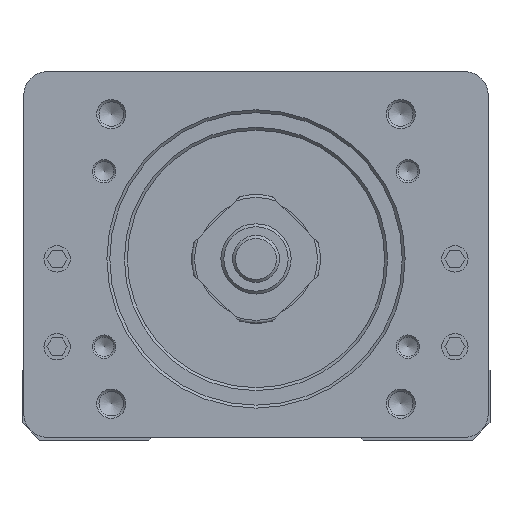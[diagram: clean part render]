
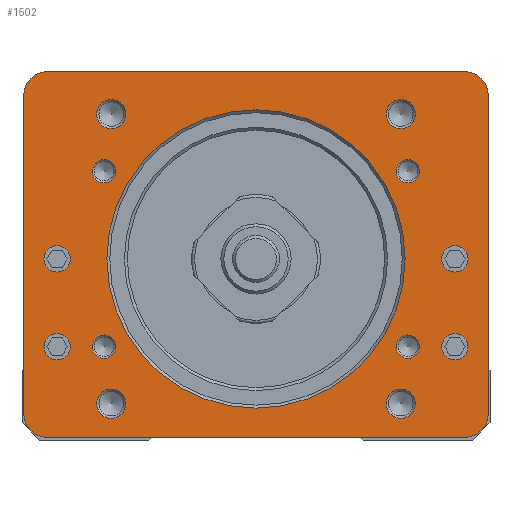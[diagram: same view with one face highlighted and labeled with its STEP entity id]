
A CAD part, front view. The second image highlights one B-rep face of the part: STEP entity #1502.
In plain terms, the highlighted planar face has unit normal (0, -1, 0).
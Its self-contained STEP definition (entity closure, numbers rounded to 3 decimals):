
#826=FACE_BOUND('',#4134,.T.);
#827=FACE_BOUND('',#4135,.T.);
#828=FACE_BOUND('',#4136,.T.);
#829=FACE_BOUND('',#4137,.T.);
#830=FACE_BOUND('',#4138,.T.);
#831=FACE_BOUND('',#4139,.T.);
#832=FACE_BOUND('',#4140,.T.);
#833=FACE_BOUND('',#4141,.T.);
#834=FACE_BOUND('',#4142,.T.);
#835=FACE_BOUND('',#4143,.T.);
#836=FACE_BOUND('',#4144,.T.);
#837=FACE_BOUND('',#4145,.T.);
#838=FACE_BOUND('',#4146,.T.);
#839=FACE_BOUND('',#4147,.T.);
#1502=ADVANCED_FACE('',(#826,#827,#828,#829,#830,#831,#832,#833,#834,#835,
#836,#837,#838,#839),#2539,.T.);
#2539=PLANE('',#18892);
#4134=EDGE_LOOP('',(#6679));
#4135=EDGE_LOOP('',(#6680));
#4136=EDGE_LOOP('',(#6681));
#4137=EDGE_LOOP('',(#6682));
#4138=EDGE_LOOP('',(#6683));
#4139=EDGE_LOOP('',(#6684));
#4140=EDGE_LOOP('',(#6685));
#4141=EDGE_LOOP('',(#6686));
#4142=EDGE_LOOP('',(#6687));
#4143=EDGE_LOOP('',(#6688));
#4144=EDGE_LOOP('',(#6689));
#4145=EDGE_LOOP('',(#6690));
#4146=EDGE_LOOP('',(#6691));
#4147=EDGE_LOOP('',(#6692,#6693,#6694,#6695,#6696,#6697,#6698,#6699));
#5516=CIRCLE('',#18868,4.);
#5517=CIRCLE('',#18870,4.);
#5519=CIRCLE('',#18873,4.);
#5521=CIRCLE('',#18877,4.);
#5522=CIRCLE('',#18879,25.5);
#5523=CIRCLE('',#18880,2.5);
#5524=CIRCLE('',#18881,2.5);
#5525=CIRCLE('',#18882,2.5);
#5526=CIRCLE('',#18883,2.5);
#5527=CIRCLE('',#18884,2.);
#5528=CIRCLE('',#18885,2.);
#5529=CIRCLE('',#18886,2.);
#5530=CIRCLE('',#18887,2.);
#5531=CIRCLE('',#18888,2.25);
#5532=CIRCLE('',#18889,2.25);
#5533=CIRCLE('',#18890,2.25);
#5534=CIRCLE('',#18891,2.25);
#6679=ORIENTED_EDGE('',*,*,#13152,.T.);
#6680=ORIENTED_EDGE('',*,*,#13153,.T.);
#6681=ORIENTED_EDGE('',*,*,#13154,.T.);
#6682=ORIENTED_EDGE('',*,*,#13155,.T.);
#6683=ORIENTED_EDGE('',*,*,#13156,.T.);
#6684=ORIENTED_EDGE('',*,*,#13157,.T.);
#6685=ORIENTED_EDGE('',*,*,#13158,.T.);
#6686=ORIENTED_EDGE('',*,*,#13159,.T.);
#6687=ORIENTED_EDGE('',*,*,#13160,.T.);
#6688=ORIENTED_EDGE('',*,*,#13161,.T.);
#6689=ORIENTED_EDGE('',*,*,#13162,.T.);
#6690=ORIENTED_EDGE('',*,*,#13163,.T.);
#6691=ORIENTED_EDGE('',*,*,#13164,.T.);
#6692=ORIENTED_EDGE('',*,*,#13136,.T.);
#6693=ORIENTED_EDGE('',*,*,#12773,.T.);
#6694=ORIENTED_EDGE('',*,*,#13137,.T.);
#6695=ORIENTED_EDGE('',*,*,#13110,.T.);
#6696=ORIENTED_EDGE('',*,*,#13140,.T.);
#6697=ORIENTED_EDGE('',*,*,#13147,.T.);
#6698=ORIENTED_EDGE('',*,*,#13151,.T.);
#6699=ORIENTED_EDGE('',*,*,#13100,.T.);
#11014=VERTEX_POINT('',#25707);
#11015=VERTEX_POINT('',#25709);
#11294=VERTEX_POINT('',#26580);
#11295=VERTEX_POINT('',#26582);
#11302=VERTEX_POINT('',#26600);
#11303=VERTEX_POINT('',#26602);
#11324=VERTEX_POINT('',#26657);
#11330=VERTEX_POINT('',#26671);
#11331=VERTEX_POINT('',#26680);
#11332=VERTEX_POINT('',#26682);
#11333=VERTEX_POINT('',#26684);
#11334=VERTEX_POINT('',#26686);
#11335=VERTEX_POINT('',#26688);
#11336=VERTEX_POINT('',#26690);
#11337=VERTEX_POINT('',#26692);
#11338=VERTEX_POINT('',#26694);
#11339=VERTEX_POINT('',#26696);
#11340=VERTEX_POINT('',#26698);
#11341=VERTEX_POINT('',#26700);
#11342=VERTEX_POINT('',#26702);
#11343=VERTEX_POINT('',#26704);
#12773=EDGE_CURVE('',#11015,#11014,#15210,.T.);
#13100=EDGE_CURVE('',#11295,#11294,#15415,.T.);
#13110=EDGE_CURVE('',#11303,#11302,#15424,.T.);
#13136=EDGE_CURVE('',#11294,#11015,#5516,.T.);
#13137=EDGE_CURVE('',#11014,#11303,#5517,.T.);
#13140=EDGE_CURVE('',#11302,#11324,#5519,.T.);
#13147=EDGE_CURVE('',#11324,#11330,#15445,.T.);
#13151=EDGE_CURVE('',#11330,#11295,#5521,.T.);
#13152=EDGE_CURVE('',#11331,#11331,#5522,.T.);
#13153=EDGE_CURVE('',#11332,#11332,#5523,.T.);
#13154=EDGE_CURVE('',#11333,#11333,#5524,.T.);
#13155=EDGE_CURVE('',#11334,#11334,#5525,.T.);
#13156=EDGE_CURVE('',#11335,#11335,#5526,.T.);
#13157=EDGE_CURVE('',#11336,#11336,#5527,.T.);
#13158=EDGE_CURVE('',#11337,#11337,#5528,.T.);
#13159=EDGE_CURVE('',#11338,#11338,#5529,.T.);
#13160=EDGE_CURVE('',#11339,#11339,#5530,.T.);
#13161=EDGE_CURVE('',#11340,#11340,#5531,.T.);
#13162=EDGE_CURVE('',#11341,#11341,#5532,.T.);
#13163=EDGE_CURVE('',#11342,#11342,#5533,.T.);
#13164=EDGE_CURVE('',#11343,#11343,#5534,.T.);
#15210=LINE('',#25708,#16945);
#15415=LINE('',#26581,#17150);
#15424=LINE('',#26601,#17159);
#15445=LINE('',#26672,#17180);
#16945=VECTOR('',#20473,1.);
#17150=VECTOR('',#21006,1.);
#17159=VECTOR('',#21021,1.);
#17180=VECTOR('',#21086,1.);
#18868=AXIS2_PLACEMENT_3D('',#26650,#21065,#21066);
#18870=AXIS2_PLACEMENT_3D('',#26652,#21069,#21070);
#18873=AXIS2_PLACEMENT_3D('',#26658,#21076,#21077);
#18877=AXIS2_PLACEMENT_3D('',#26677,#21093,#21094);
#18879=AXIS2_PLACEMENT_3D('',#26679,#21097,#21098);
#18880=AXIS2_PLACEMENT_3D('',#26681,#21099,#21100);
#18881=AXIS2_PLACEMENT_3D('',#26683,#21101,#21102);
#18882=AXIS2_PLACEMENT_3D('',#26685,#21103,#21104);
#18883=AXIS2_PLACEMENT_3D('',#26687,#21105,#21106);
#18884=AXIS2_PLACEMENT_3D('',#26689,#21107,#21108);
#18885=AXIS2_PLACEMENT_3D('',#26691,#21109,#21110);
#18886=AXIS2_PLACEMENT_3D('',#26693,#21111,#21112);
#18887=AXIS2_PLACEMENT_3D('',#26695,#21113,#21114);
#18888=AXIS2_PLACEMENT_3D('',#26697,#21115,#21116);
#18889=AXIS2_PLACEMENT_3D('',#26699,#21117,#21118);
#18890=AXIS2_PLACEMENT_3D('',#26701,#21119,#21120);
#18891=AXIS2_PLACEMENT_3D('',#26703,#21121,#21122);
#18892=AXIS2_PLACEMENT_3D('',#26705,#21123,#21124);
#20473=DIRECTION('',(1.,0.,0.));
#21006=DIRECTION('',(0.,0.,-1.));
#21021=DIRECTION('',(0.,0.,1.));
#21065=DIRECTION('',(0.,-1.,0.));
#21066=DIRECTION('',(1.,0.,0.));
#21069=DIRECTION('',(0.,-1.,0.));
#21070=DIRECTION('',(1.,0.,0.));
#21076=DIRECTION('',(0.,-1.,0.));
#21077=DIRECTION('',(1.,0.,0.));
#21086=DIRECTION('',(-1.,0.,0.));
#21093=DIRECTION('',(0.,-1.,0.));
#21094=DIRECTION('',(1.,0.,0.));
#21097=DIRECTION('',(0.,1.,0.));
#21098=DIRECTION('',(0.,0.,-1.));
#21099=DIRECTION('',(0.,1.,0.));
#21100=DIRECTION('',(0.,0.,-1.));
#21101=DIRECTION('',(0.,1.,0.));
#21102=DIRECTION('',(0.,0.,-1.));
#21103=DIRECTION('',(0.,1.,0.));
#21104=DIRECTION('',(0.,0.,-1.));
#21105=DIRECTION('',(0.,1.,0.));
#21106=DIRECTION('',(0.,0.,-1.));
#21107=DIRECTION('',(0.,1.,0.));
#21108=DIRECTION('',(0.,0.,-1.));
#21109=DIRECTION('',(0.,1.,0.));
#21110=DIRECTION('',(0.,0.,-1.));
#21111=DIRECTION('',(0.,1.,0.));
#21112=DIRECTION('',(0.,0.,-1.));
#21113=DIRECTION('',(0.,1.,0.));
#21114=DIRECTION('',(0.,0.,-1.));
#21115=DIRECTION('',(0.,1.,0.));
#21116=DIRECTION('',(0.,0.,-1.));
#21117=DIRECTION('',(0.,1.,0.));
#21118=DIRECTION('',(0.,0.,-1.));
#21119=DIRECTION('',(0.,1.,0.));
#21120=DIRECTION('',(0.,0.,-1.));
#21121=DIRECTION('',(0.,1.,0.));
#21122=DIRECTION('',(0.,0.,-1.));
#21123=DIRECTION('',(0.,-1.,0.));
#21124=DIRECTION('',(0.,0.,1.));
#25707=CARTESIAN_POINT('',(35.7,-243.7,-18.5));
#25708=CARTESIAN_POINT('',(-35.7,-243.7,-18.5));
#25709=CARTESIAN_POINT('',(-35.7,-243.7,-18.5));
#26580=CARTESIAN_POINT('',(-39.7,-243.7,-14.5));
#26581=CARTESIAN_POINT('',(-39.7,-243.7,40.));
#26582=CARTESIAN_POINT('',(-39.7,-243.7,40.));
#26600=CARTESIAN_POINT('',(39.7,-243.7,40.));
#26601=CARTESIAN_POINT('',(39.7,-243.7,-14.5));
#26602=CARTESIAN_POINT('',(39.7,-243.7,-14.5));
#26650=CARTESIAN_POINT('',(-35.7,-243.7,-14.5));
#26652=CARTESIAN_POINT('',(35.7,-243.7,-14.5));
#26657=CARTESIAN_POINT('',(35.7,-243.7,44.));
#26658=CARTESIAN_POINT('',(35.7,-243.7,40.));
#26671=CARTESIAN_POINT('',(-35.7,-243.7,44.));
#26672=CARTESIAN_POINT('',(35.7,-243.7,44.));
#26677=CARTESIAN_POINT('',(-35.7,-243.7,40.));
#26679=CARTESIAN_POINT('',(0.,-243.7,12.));
#26680=CARTESIAN_POINT('',(0.,-243.7,-13.5));
#26681=CARTESIAN_POINT('',(-24.749,-243.7,36.749));
#26682=CARTESIAN_POINT('',(-24.749,-243.7,34.249));
#26683=CARTESIAN_POINT('',(-24.749,-243.7,-12.749));
#26684=CARTESIAN_POINT('',(-24.749,-243.7,-15.249));
#26685=CARTESIAN_POINT('',(24.749,-243.7,-12.749));
#26686=CARTESIAN_POINT('',(24.749,-243.7,-15.249));
#26687=CARTESIAN_POINT('',(24.749,-243.7,36.749));
#26688=CARTESIAN_POINT('',(24.749,-243.7,34.249));
#26689=CARTESIAN_POINT('',(25.981,-243.7,-3.));
#26690=CARTESIAN_POINT('',(25.981,-243.7,-5.));
#26691=CARTESIAN_POINT('',(25.981,-243.7,27.));
#26692=CARTESIAN_POINT('',(25.981,-243.7,25.));
#26693=CARTESIAN_POINT('',(-25.981,-243.7,-3.));
#26694=CARTESIAN_POINT('',(-25.981,-243.7,-5.));
#26695=CARTESIAN_POINT('',(-25.981,-243.7,27.));
#26696=CARTESIAN_POINT('',(-25.981,-243.7,25.));
#26697=CARTESIAN_POINT('',(-34.,-243.7,-3.));
#26698=CARTESIAN_POINT('',(-34.,-243.7,-5.25));
#26699=CARTESIAN_POINT('',(-34.,-243.7,12.));
#26700=CARTESIAN_POINT('',(-34.,-243.7,9.75));
#26701=CARTESIAN_POINT('',(34.,-243.7,-3.));
#26702=CARTESIAN_POINT('',(34.,-243.7,-5.25));
#26703=CARTESIAN_POINT('',(34.,-243.7,12.));
#26704=CARTESIAN_POINT('',(34.,-243.7,9.75));
#26705=CARTESIAN_POINT('',(-35.7,-243.7,-14.5));
